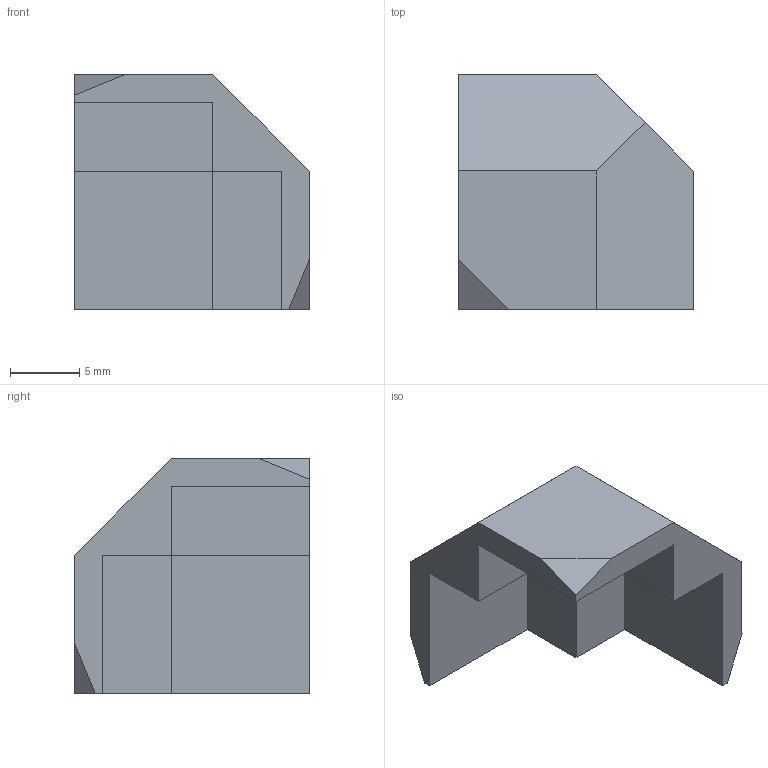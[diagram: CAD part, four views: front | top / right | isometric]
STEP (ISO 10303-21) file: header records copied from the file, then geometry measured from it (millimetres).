
FILE_DESCRIPTION(/* description */ (''),/* implementation_level */ '2;1');
FILE_NAME(/* name */ 'Edge - 8ea.step',/* time_stamp */ '2024-03-04T17:39:27+09:00',/* author */ (''),/* organization */ (''),/* preprocessor_version */ 'ST-DEVELOPER v20',/* originating_system */ 'Autodesk Translation Framework v12.20.1.177',/* authorisation */ '');
FILE_SCHEMA (('AUTOMOTIVE_DESIGN { 1 0 10303 214 3 1 1 }'));
Length unit declared in the file: millimetre
Products named in the file (1): 모서리
Bounding box: 17 x 17 x 17 mm (x, y, z)
Volume: 1410.9 mm3; surface area: 1429.3 mm2
Topology: 1 solids, 1 shells, 21 faces, 55 edges, 36 vertices
Faces by surface type: plane 21
Entity records: 673 total; most frequent: CARTESIAN_POINT 113, ORIENTED_EDGE 110, DIRECTION 99, LINE 55, VECTOR 55, EDGE_CURVE 55, VERTEX_POINT 36, AXIS2_PLACEMENT_3D 22
